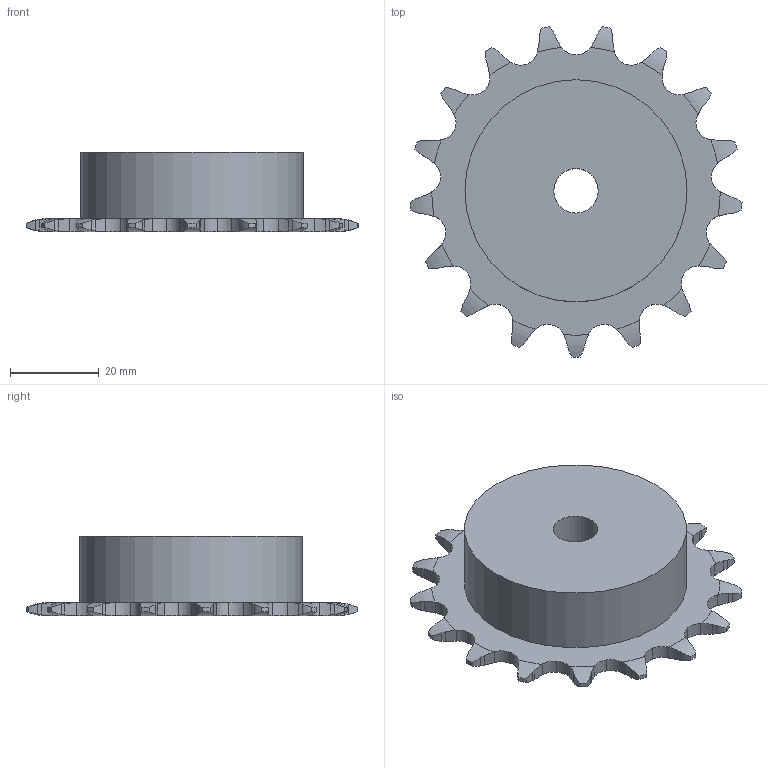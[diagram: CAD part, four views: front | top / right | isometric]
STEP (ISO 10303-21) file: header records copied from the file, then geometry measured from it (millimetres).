
FILE_DESCRIPTION(('FreeCAD Model'),'2;1');
FILE_NAME('Open CASCADE Shape Model','2021-04-18T15:54:05',('FreeCAD'),( 'FreeCAD'),'Open CASCADE STEP processor 7.4','FreeCAD','Unknown');
FILE_SCHEMA(('AUTOMOTIVE_DESIGN { 1 0 10303 214 1 1 1 1 }'));
Length unit declared in the file: millimetre
Products named in the file (1): Open CASCADE STEP translator 7.4 10
Bounding box: 74.73 x 74.42 x 18 mm (x, y, z)
Volume: 38346.2 mm3; surface area: 10606.4 mm2
Topology: 1 solids, 1 shells, 193 faces, 568 edges, 379 vertices
Faces by surface type: cylinder 121, plane 38, torus 34
Full cylindrical faces by diameter (mm): 10 x1, 50 x1
Entity records: 16838 total; most frequent: CARTESIAN_POINT 6891, DIRECTION 1518, ORIENTED_EDGE 1136, PCURVE 1136, DEFINITIONAL_REPRESENTATION 1136, LINE 771, VECTOR 771, B_SPLINE_CURVE_WITH_KNOTS 612
